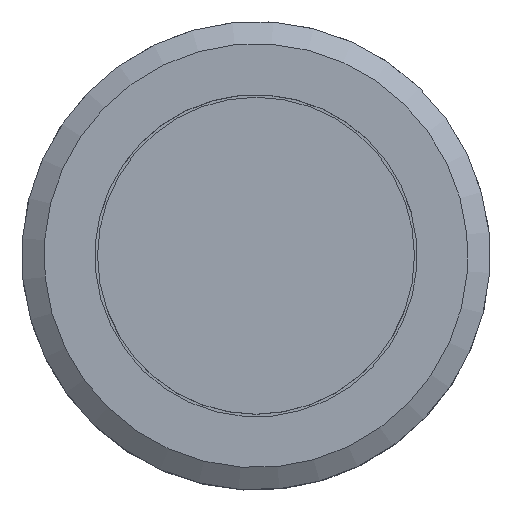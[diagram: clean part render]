
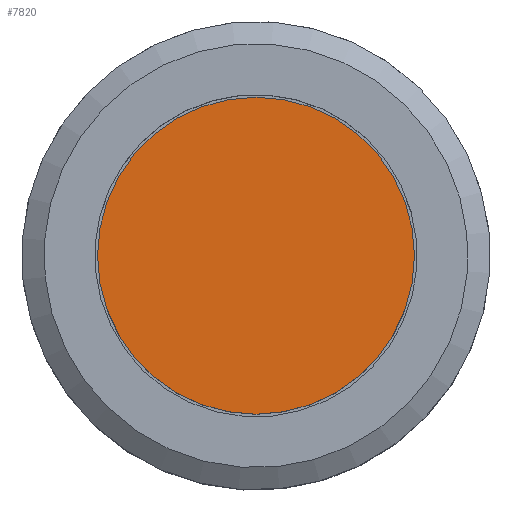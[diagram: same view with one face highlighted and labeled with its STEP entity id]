
A CAD part, top view. The second image highlights one B-rep face of the part: STEP entity #7820.
In plain terms, the highlighted planar face has unit normal (0, 0, 1).
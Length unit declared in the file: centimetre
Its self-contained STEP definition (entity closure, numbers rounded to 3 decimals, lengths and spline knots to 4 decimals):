
#2173=FACE_OUTER_BOUND('',#2671,.T.);
#2671=EDGE_LOOP('',(#6743));
#2993=CIRCLE('',#8478,1.1775);
#3637=VERTEX_POINT('',#13273);
#4696=EDGE_CURVE('',#3637,#3637,#2993,.T.);
#6743=ORIENTED_EDGE('',*,*,#4696,.F.);
#7392=PLANE('',#8477);
#7820=ADVANCED_FACE('',(#2173),#7392,.F.);
#8477=AXIS2_PLACEMENT_3D('',#13272,#10244,#10245);
#8478=AXIS2_PLACEMENT_3D('',#13274,#10246,#10247);
#10244=DIRECTION('center_axis',(0.,0.,
-1.));
#10245=DIRECTION('ref_axis',(0.,-1.,0.));
#10246=DIRECTION('center_axis',(0.,0.,
-1.));
#10247=DIRECTION('ref_axis',(0.,-1.,0.));
#13272=CARTESIAN_POINT('Origin',(0.,0.,
3.03));
#13273=CARTESIAN_POINT('',(0.,1.1775,3.03));
#13274=CARTESIAN_POINT('Origin',(0.,0.,
3.03));
